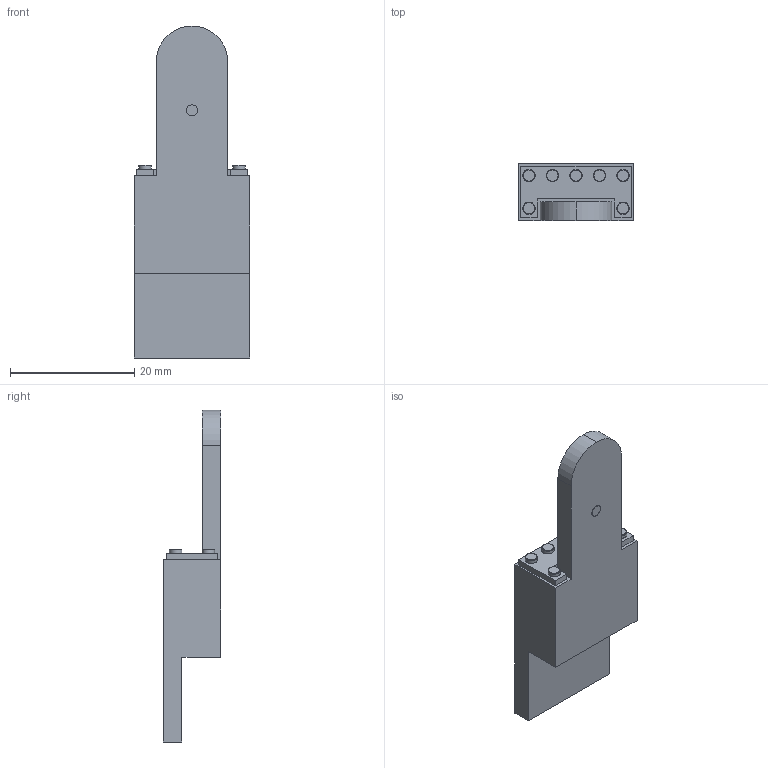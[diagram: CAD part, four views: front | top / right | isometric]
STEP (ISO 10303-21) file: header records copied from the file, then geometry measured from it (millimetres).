
FILE_DESCRIPTION(('TFLEX Exchange Step'),'2;1');
FILE_NAME(' пушки.stp', '2022-04-13T21:06:38+03:00',('ilya'),('Unknown organisation'),'TFLEX Exchange 2022.0','T-FLEX CAD','Unknown authorisation');
FILE_SCHEMA( ('AUTOMOTIVE_DESIGN { 1 0 10303 214 1 1 1 1 }') );
Length unit declared in the file: millimetre
Products named in the file (2): норм заклепка; заглушка пушки
Assembly tree (7 placements, depth 2):
  заглушка пушки
    норм заклепка  x7
Bounding box: 18.5 x 9.25 x 53.38 mm (x, y, z)
Volume: 4347.5 mm3; surface area: 2591.4 mm2
Topology: 9 solids, 9 shells, 86 faces, 185 edges, 118 vertices
Faces by surface type: plane 36, torus 32, cylinder 18
Entity records: 1013 total; most frequent: DIRECTION 167, CARTESIAN_POINT 159, ORIENTED_EDGE 146, EDGE_CURVE 73, AXIS2_PLACEMENT_3D 56, VECTOR 55, LINE 55, VERTEX_POINT 48
